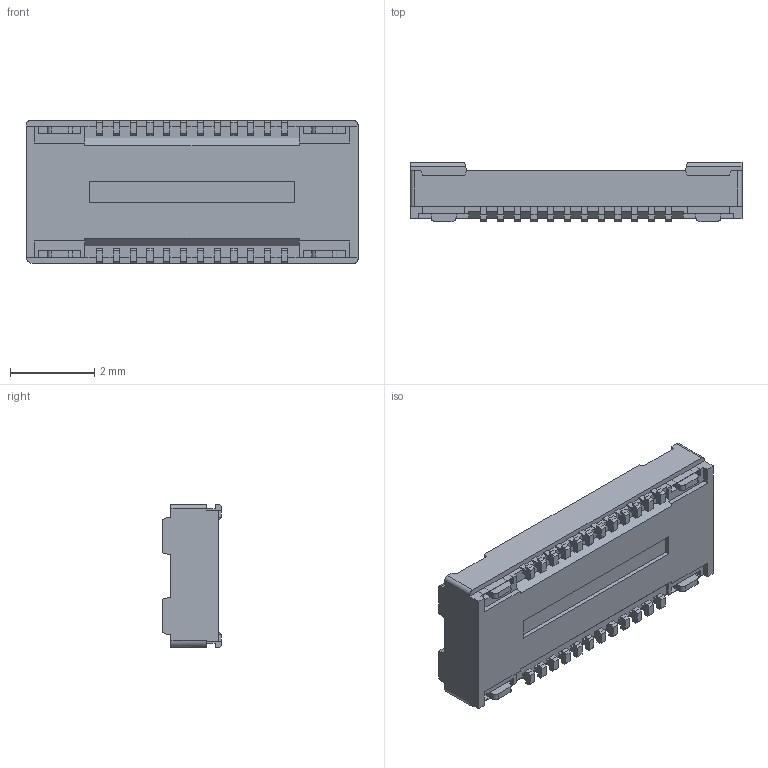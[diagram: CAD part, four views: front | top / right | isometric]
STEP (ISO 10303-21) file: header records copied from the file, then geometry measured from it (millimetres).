
FILE_DESCRIPTION((''),'2;1');
FILE_NAME('513382474','2019-05-22T',('gga'),(''),'PRO/ENGINEER BY PARAMETRIC TECHNOLOGY CORPORATION, 2016010','PRO/ENGINEER BY PARAMETRIC TECHNOLOGY CORPORATION, 2016010','');
FILE_SCHEMA(('CONFIG_CONTROL_DESIGN'));
Length unit declared in the file: millimetre
Products named in the file (1): 513382474
Bounding box: 7.9 x 1.4 x 3.4 mm (x, y, z)
Volume: 20.9 mm3; surface area: 131 mm2
Topology: 1 solids, 1 shells, 627 faces, 1872 edges, 1269 vertices
Faces by surface type: plane 567, cylinder 52, cone 8
Entity records: 20604 total; most frequent: CARTESIAN_POINT 3687, ORIENTED_EDGE 3520, DIRECTION 3229, EDGE_CURVE 1760, VECTOR 1755, LINE 1755, VERTEX_POINT 1157, AXIS2_PLACEMENT_3D 737
